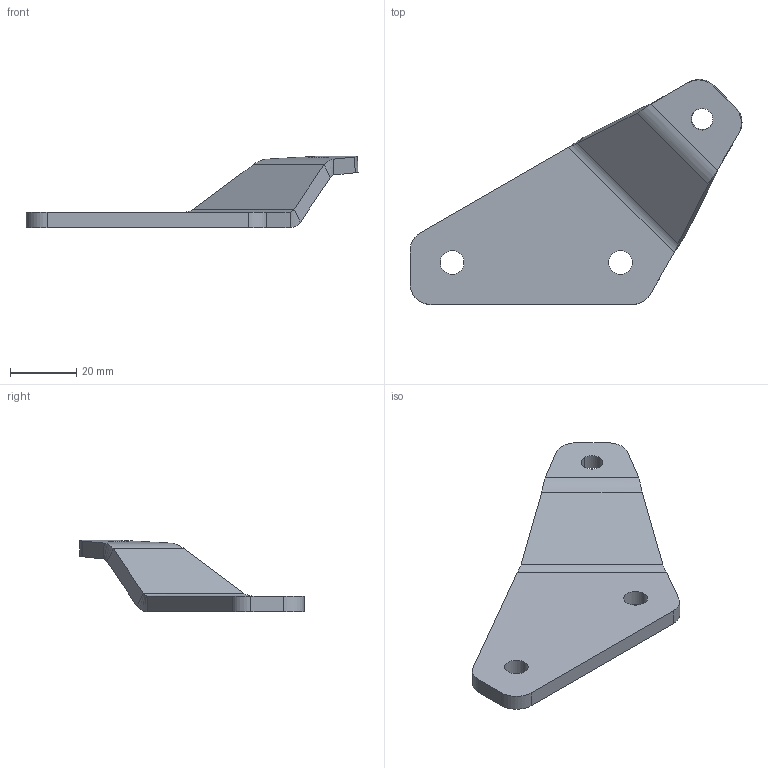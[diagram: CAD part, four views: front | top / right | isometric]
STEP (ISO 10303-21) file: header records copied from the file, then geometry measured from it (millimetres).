
FILE_DESCRIPTION (( 'STEP AP214' ), '1' );
FILE_NAME ('13-088-177.STEP', '2026-01-20T21:32:25', ( '' ), ( '' ), 'SwSTEP 2.0', 'SolidWorks 2025', '' );
FILE_SCHEMA (( 'AUTOMOTIVE_DESIGN' ));
Length unit declared in the file: inch
Products named in the file (1): 13-088-177
Bounding box: 100.12 x 67.91 x 21.6 mm (x, y, z)
Volume: 18917.7 mm3; surface area: 9574.5 mm2
Topology: 1 solids, 1 shells, 35 faces, 83 edges, 50 vertices
Faces by surface type: cylinder 16, plane 15, bspline 4
Entity records: 1064 total; most frequent: CARTESIAN_POINT 245, ORIENTED_EDGE 166, DIRECTION 155, EDGE_CURVE 83, AXIS2_PLACEMENT_3D 56, VERTEX_POINT 50, VECTOR 43, LINE 43
